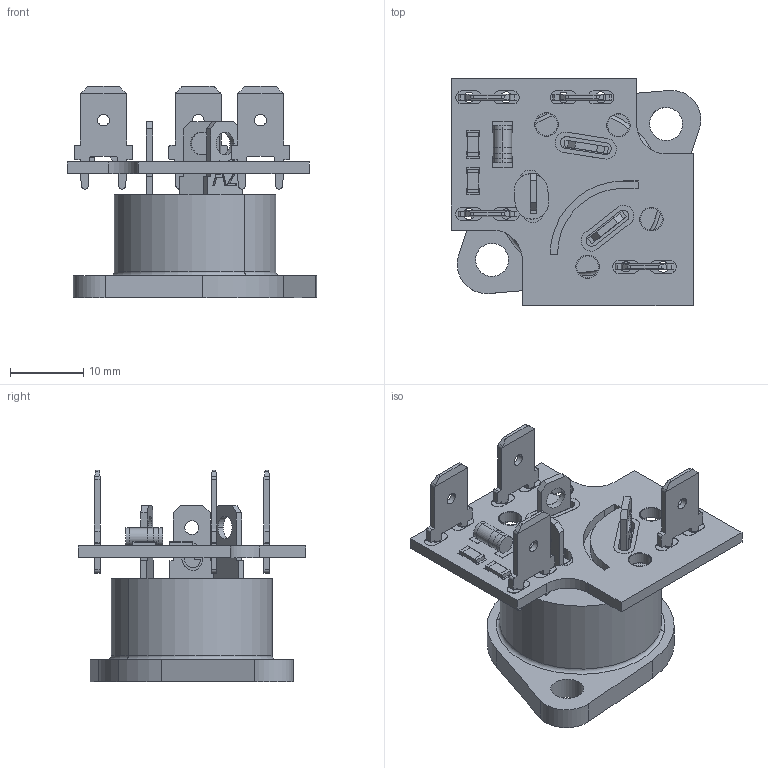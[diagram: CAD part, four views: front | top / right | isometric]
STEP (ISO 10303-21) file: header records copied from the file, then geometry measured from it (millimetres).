
FILE_DESCRIPTION(('FreeCAD Model'),'2;1');
FILE_NAME('tiristoriaus_plokste.step', '2018-10-05T13:37:06',('kicad StepUp'),('ksu MCAD'), 'Open CASCADE STEP processor 6.8','FreeCAD','Unknown');
FILE_SCHEMA(('AUTOMOTIVE_DESIGN_CC2 { 1 2 10303 214 -1 1 5 4 }'));
Length unit declared in the file: millimetre
Products named in the file (11): Board; R1; D2; R2; X1; X2; X3; D1; X4; bPad_107; tPad_108
Bounding box: 34.05 x 31 x 28.8 mm (x, y, z)
Volume: 7666.1 mm3; surface area: 5819.2 mm2
Topology: 47 solids, 47 shells, 627 faces, 1559 edges, 1036 vertices
Faces by surface type: plane 369, cylinder 241, bspline 15, torus 2
Full cylindrical faces by diameter (mm): 1.4 x12, 1.5 x12, 3 x12, 3.2 x8
Entity records: 21488 total; most frequent: CARTESIAN_POINT 4414, DIRECTION 3185, ORIENTED_EDGE 3118, EDGE_CURVE 1559, AXIS2_PLACEMENT_3D 1075, VERTEX_POINT 1036, LINE 1035, VECTOR 1035
